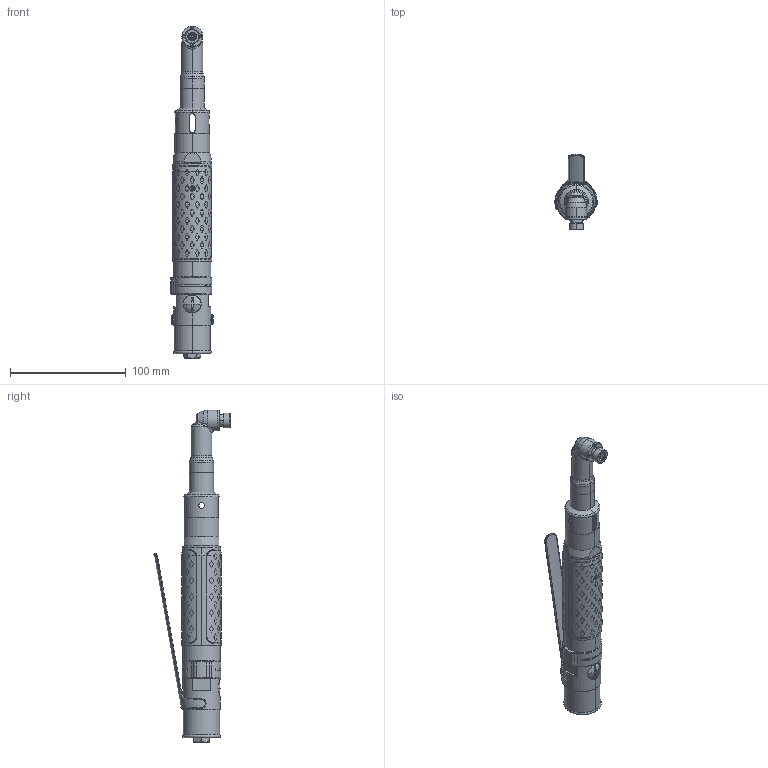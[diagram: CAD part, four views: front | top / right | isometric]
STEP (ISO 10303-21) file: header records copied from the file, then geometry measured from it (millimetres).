
FILE_DESCRIPTION((''),'2;1');
FILE_NAME('8431027810_SW','2006-11-29T',('toocsr'),(''),'PRO/ENGINEER BY PARAMETRIC TECHNOLOGY CORPORATION, 2006020','PRO/ENGINEER BY PARAMETRIC TECHNOLOGY CORPORATION, 2006020','');
FILE_SCHEMA(('CONFIG_CONTROL_DESIGN'));
Length unit declared in the file: millimetre
Products named in the file (1): 8431027810_SW
Bounding box: 36.44 x 65.85 x 287.15 mm (x, y, z)
Surface area: 54883.5 mm2 (no closed solid volume)
Topology: 0 solids, 54 shells, 530 faces, 2777 edges, 2183 vertices
Faces by surface type: plane 201, cylinder 184, cone 60, torus 44, bspline 41
Entity records: 35237 total; most frequent: CARTESIAN_POINT 17612, ORIENTED_EDGE 3621, EDGE_CURVE 2777, DIRECTION 2382, VERTEX_POINT 2183, B_SPLINE_CURVE_WITH_KNOTS 1797, AXIS2_PLACEMENT_3D 913, EDGE_LOOP 665
